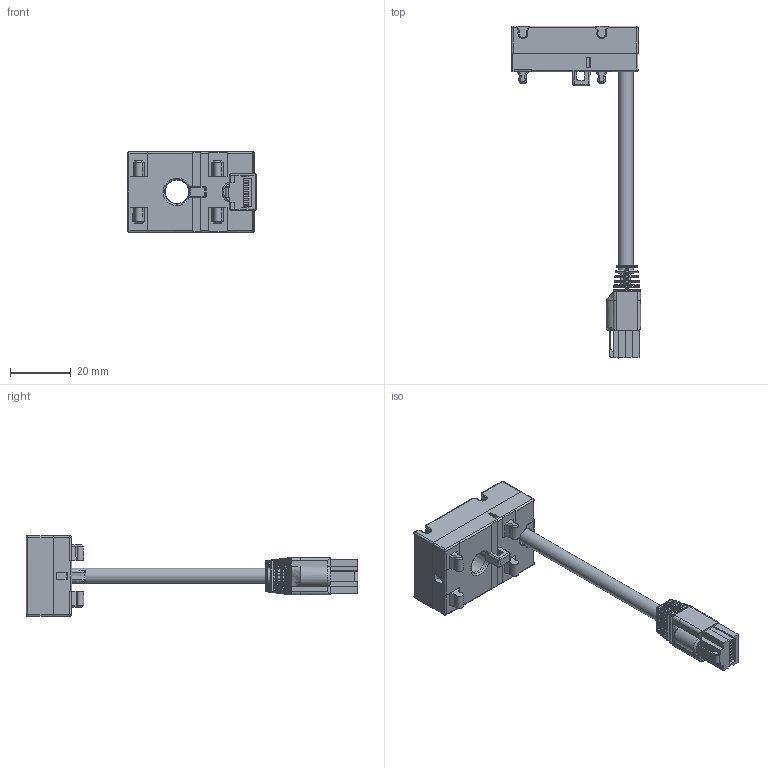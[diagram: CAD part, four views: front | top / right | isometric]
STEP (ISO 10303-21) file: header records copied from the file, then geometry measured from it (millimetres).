
FILE_DESCRIPTION(/* description */ (''),/* implementation_level */ '2;1');
FILE_NAME(/* name */ 'FILE_STP_CAD_DRAWING_3D_EXS1032_EXS1063_prt.stp',/* time_stamp */ '2022-02-03T14:45:41+01:00',/* author */ (''),/* organization */ (''),/* preprocessor_version */ 'ST-DEVELOPER v16.7',/* originating_system */ 'SIEMENS PLM Software NX 12.0',/* authorisation */ '');
FILE_SCHEMA (('AUTOMOTIVE_DESIGN { 1 0 10303 214 3 1 1 1 }'));
Length unit declared in the file: millimetre
Products named in the file (1): 3D_EXS1032_EXS1063
Bounding box: 42.44 x 109.14 x 26.5 mm (x, y, z)
Surface area: 11575.9 mm2 (no closed solid volume)
Topology: 0 solids, 20 shells, 496 faces, 1662 edges, 1150 vertices
Faces by surface type: plane 241, cylinder 116, bspline 66, cone 51, sphere 12, torus 10
Full cylindrical faces by diameter (mm): 0.9 x8, 5 x1
Entity records: 24482 total; most frequent: CARTESIAN_POINT 10666, ORIENTED_EDGE 2874, DIRECTION 2597, EDGE_CURVE 1636, VERTEX_POINT 1147, LINE 961, VECTOR 961, AXIS2_PLACEMENT_3D 818
